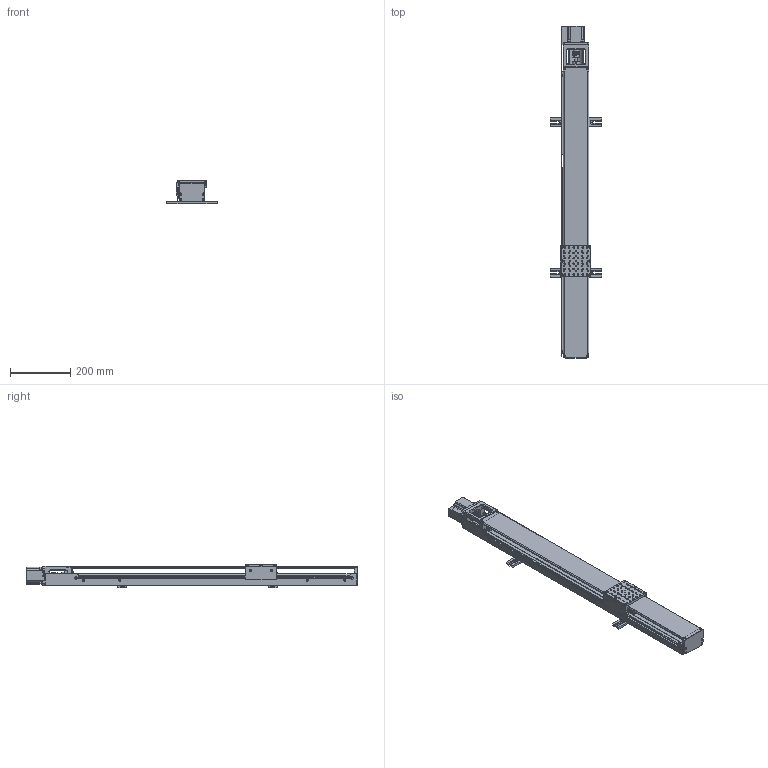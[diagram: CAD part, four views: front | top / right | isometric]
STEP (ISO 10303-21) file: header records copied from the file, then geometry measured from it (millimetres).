
FILE_DESCRIPTION(/* description */ (''),/* implementation_level */ '2;1');
FILE_NAME(/* name */ 'Untitled',/* time_stamp */ '2025-09-02T09:18:38+03:00',/* author */ (''),/* organization */ (''),/* preprocessor_version */ 'ST-DEVELOPER v16.5',/* originating_system */ 'Rhino 7.34',/* authorisation */ '');
FILE_SCHEMA (('AUTOMOTIVE_DESIGN'));
Products named in the file (1): Document
Bounding box: 170 x 1103 x 79 mm (x, y, z)
Surface area: 728222.2 mm2 (no closed solid volume)
Topology: 0 solids, 1 shells, 2567 faces, 6847 edges, 4307 vertices
Faces by surface type: plane 1016, cylinder 902, bspline 649
Entity records: 108730 total; most frequent: CARTESIAN_POINT 66015, ORIENTED_EDGE 13496, EDGE_CURVE 6749, VERTEX_POINT 4307, B_SPLINE_CURVE_WITH_KNOTS 3639, EDGE_LOOP 2919, ADVANCED_FACE 2567, FACE_OUTER_BOUND 2567
